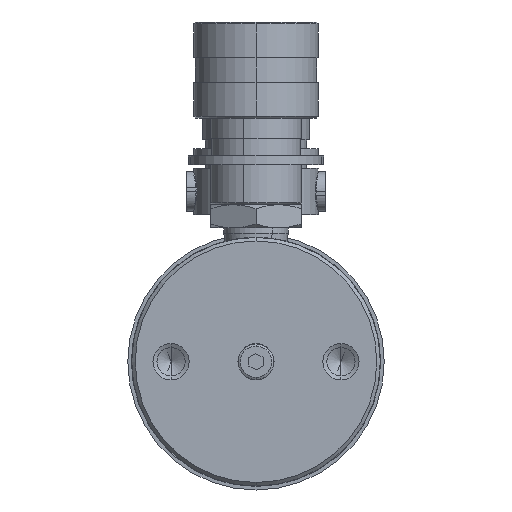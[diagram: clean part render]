
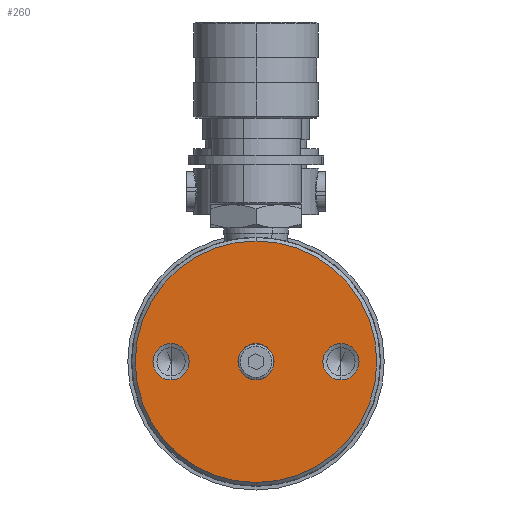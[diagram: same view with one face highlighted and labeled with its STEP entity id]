
A CAD part, front view. The second image highlights one B-rep face of the part: STEP entity #260.
In plain terms, the highlighted planar face has unit normal (0, -1, 0).
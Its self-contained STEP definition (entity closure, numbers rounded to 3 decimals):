
#260 = ADVANCED_FACE ( 'NONE', ( #26137, #25332, #20439, #20502 ), #17613, .F. ) ;
#1478 = AXIS2_PLACEMENT_3D ( 'NONE', #6956, #6932, #6094 ) ;
#2144 = CIRCLE ( 'NONE', #17743, 5.08 ) ;
#2619 = EDGE_CURVE ( 'NONE', #15061, #12018, #2925, .T. ) ;
#2925 = CIRCLE ( 'NONE', #11622, 5.08 ) ;
#3012 = EDGE_CURVE ( 'NONE', #29523, #30494, #2144, .T. ) ;
#3396 = ORIENTED_EDGE ( 'NONE', *, *, #3415, .T. ) ;
#3415 = EDGE_CURVE ( 'NONE', #29749, #16770, #30940, .T. ) ;
#3461 = EDGE_CURVE ( 'NONE', #7948, #24798, #30408, .T. ) ;
#3641 = CIRCLE ( 'NONE', #23317, 5.075 ) ;
#4223 = AXIS2_PLACEMENT_3D ( 'NONE', #20295, #20287, #20245 ) ;
#4340 = DIRECTION ( 'NONE',  ( 0., 0., -1. ) ) ;
#4651 = EDGE_LOOP ( 'NONE', ( #18603, #9736 ) ) ;
#5020 = AXIS2_PLACEMENT_3D ( 'NONE', #12776, #12295, #12419 ) ;
#5638 = ORIENTED_EDGE ( 'NONE', *, *, #17214, .F. ) ;
#6094 = DIRECTION ( 'NONE',  ( 0., 0., 1. ) ) ;
#6199 = ORIENTED_EDGE ( 'NONE', *, *, #3461, .F. ) ;
#6238 = ORIENTED_EDGE ( 'NONE', *, *, #16260, .T. ) ;
#6660 = DIRECTION ( 'NONE',  ( 0., 0., -1. ) ) ;
#6696 = DIRECTION ( 'NONE',  ( 0., -1., 0. ) ) ;
#6733 = CARTESIAN_POINT ( 'NONE',  ( -23.85, 0., 0. ) ) ;
#6932 = DIRECTION ( 'NONE',  ( 0., 1., 0. ) ) ;
#6956 = CARTESIAN_POINT ( 'NONE',  ( -5.075, 0., 0. ) ) ;
#7948 = VERTEX_POINT ( 'NONE', #17111 ) ;
#9736 = ORIENTED_EDGE ( 'NONE', *, *, #15643, .F. ) ;
#10690 = AXIS2_PLACEMENT_3D ( 'NONE', #6733, #6696, #6660 ) ;
#10699 = CARTESIAN_POINT ( 'NONE',  ( 23.85, 0., -5.08 ) ) ;
#10787 = CARTESIAN_POINT ( 'NONE',  ( 0., 0., 0. ) ) ;
#11011 = DIRECTION ( 'NONE',  ( 0., -1., 0. ) ) ;
#11112 = DIRECTION ( 'NONE',  ( 0., 0., 1. ) ) ;
#11506 = CARTESIAN_POINT ( 'NONE',  ( 0., 0., 33.9 ) ) ;
#11622 = AXIS2_PLACEMENT_3D ( 'NONE', #26386, #23863, #4340 ) ;
#12018 = VERTEX_POINT ( 'NONE', #12949 ) ;
#12295 = DIRECTION ( 'NONE',  ( 0., -1., 0. ) ) ;
#12419 = DIRECTION ( 'NONE',  ( 0., 0., -1. ) ) ;
#12776 = CARTESIAN_POINT ( 'NONE',  ( 23.85, 0., 0. ) ) ;
#12949 = CARTESIAN_POINT ( 'NONE',  ( 23.85, 0., 5.08 ) ) ;
#13109 = CARTESIAN_POINT ( 'NONE',  ( -23.85, 0., -5.08 ) ) ;
#14286 = CARTESIAN_POINT ( 'NONE',  ( 0., 0., -33.9 ) ) ;
#14676 = DIRECTION ( 'NONE',  ( 0., -1., 0. ) ) ;
#14723 = EDGE_LOOP ( 'NONE', ( #30049, #5638 ) ) ;
#15061 = VERTEX_POINT ( 'NONE', #10699 ) ;
#15430 = AXIS2_PLACEMENT_3D ( 'NONE', #10787, #11011, #11112 ) ;
#15643 = EDGE_CURVE ( 'NONE', #12018, #15061, #23819, .T. ) ;
#15690 = ORIENTED_EDGE ( 'NONE', *, *, #24723, .F. ) ;
#16260 = EDGE_CURVE ( 'NONE', #16770, #29749, #19515, .T. ) ;
#16770 = VERTEX_POINT ( 'NONE', #14286 ) ;
#17002 = AXIS2_PLACEMENT_3D ( 'NONE', #24766, #24858, #25091 ) ;
#17111 = CARTESIAN_POINT ( 'NONE',  ( 0., 0., -5.075 ) ) ;
#17214 = EDGE_CURVE ( 'NONE', #30494, #29523, #28250, .T. ) ;
#17613 = PLANE ( 'NONE',  #1478 ) ;
#17743 = AXIS2_PLACEMENT_3D ( 'NONE', #19528, #31869, #22511 ) ;
#18603 = ORIENTED_EDGE ( 'NONE', *, *, #2619, .F. ) ;
#19515 = CIRCLE ( 'NONE', #4223, 33.9 ) ;
#19528 = CARTESIAN_POINT ( 'NONE',  ( -23.85, 0., 0. ) ) ;
#19879 = CARTESIAN_POINT ( 'NONE',  ( -23.85, 0., 5.08 ) ) ;
#20245 = DIRECTION ( 'NONE',  ( 0., 0., 1. ) ) ;
#20287 = DIRECTION ( 'NONE',  ( 0., -1., 0. ) ) ;
#20295 = CARTESIAN_POINT ( 'NONE',  ( 0., 0., 0. ) ) ;
#20439 = FACE_OUTER_BOUND ( 'NONE', #23788, .T. ) ;
#20502 = FACE_BOUND ( 'NONE', #23155, .T. ) ;
#22511 = DIRECTION ( 'NONE',  ( 0., 0., -1. ) ) ;
#23155 = EDGE_LOOP ( 'NONE', ( #6199, #15690 ) ) ;
#23317 = AXIS2_PLACEMENT_3D ( 'NONE', #29307, #14676, #31700 ) ;
#23788 = EDGE_LOOP ( 'NONE', ( #3396, #6238 ) ) ;
#23819 = CIRCLE ( 'NONE', #5020, 5.08 ) ;
#23863 = DIRECTION ( 'NONE',  ( 0., -1., 0. ) ) ;
#24723 = EDGE_CURVE ( 'NONE', #24798, #7948, #3641, .T. ) ;
#24766 = CARTESIAN_POINT ( 'NONE',  ( 0., 0., 0. ) ) ;
#24798 = VERTEX_POINT ( 'NONE', #29419 ) ;
#24858 = DIRECTION ( 'NONE',  ( 0., -1., 0. ) ) ;
#25091 = DIRECTION ( 'NONE',  ( 0., 0., -1. ) ) ;
#25332 = FACE_BOUND ( 'NONE', #14723, .T. ) ;
#26137 = FACE_BOUND ( 'NONE', #4651, .T. ) ;
#26386 = CARTESIAN_POINT ( 'NONE',  ( 23.85, 0., 0. ) ) ;
#28250 = CIRCLE ( 'NONE', #10690, 5.08 ) ;
#29307 = CARTESIAN_POINT ( 'NONE',  ( 0., 0., 0. ) ) ;
#29419 = CARTESIAN_POINT ( 'NONE',  ( 0., 0., 5.075 ) ) ;
#29523 = VERTEX_POINT ( 'NONE', #13109 ) ;
#29749 = VERTEX_POINT ( 'NONE', #11506 ) ;
#30049 = ORIENTED_EDGE ( 'NONE', *, *, #3012, .F. ) ;
#30408 = CIRCLE ( 'NONE', #17002, 5.075 ) ;
#30494 = VERTEX_POINT ( 'NONE', #19879 ) ;
#30940 = CIRCLE ( 'NONE', #15430, 33.9 ) ;
#31700 = DIRECTION ( 'NONE',  ( 0., 0., -1. ) ) ;
#31869 = DIRECTION ( 'NONE',  ( 0., -1., 0. ) ) ;
